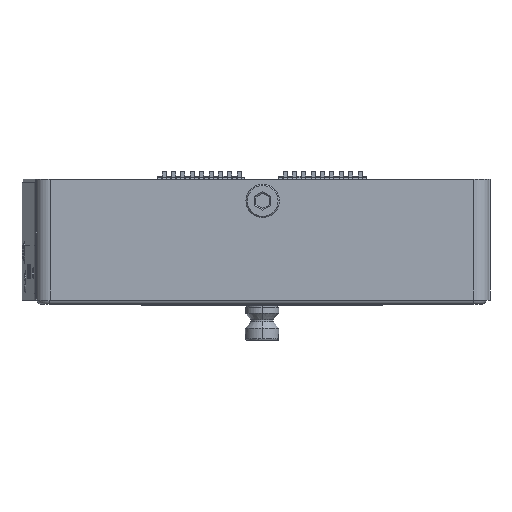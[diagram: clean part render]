
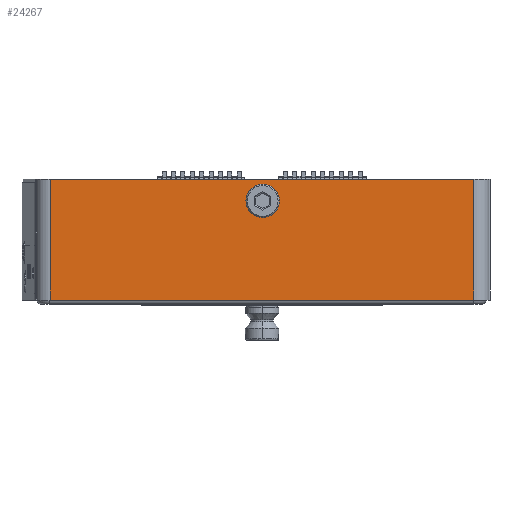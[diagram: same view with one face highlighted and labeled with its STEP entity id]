
A CAD part, left-side view. The second image highlights one B-rep face of the part: STEP entity #24267.
In plain terms, the highlighted planar face has unit normal (-1, 0, 0).
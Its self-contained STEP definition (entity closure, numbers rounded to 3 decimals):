
#1081 = AXIS2_PLACEMENT_3D ( 'NONE', #23003, #22594, #35377 ) ;
#1627 = ORIENTED_EDGE ( 'NONE', *, *, #26302, .T. ) ;
#2409 = ORIENTED_EDGE ( 'NONE', *, *, #24929, .T. ) ;
#2901 = AXIS2_PLACEMENT_3D ( 'NONE', #23427, #10799, #35610 ) ;
#3299 = CARTESIAN_POINT ( 'NONE',  ( -86., 83.5, -11.25 ) ) ;
#5385 = VERTEX_POINT ( 'NONE', #27049 ) ;
#6349 = ORIENTED_EDGE ( 'NONE', *, *, #19841, .T. ) ;
#7309 = CARTESIAN_POINT ( 'NONE',  ( -86., 4.5, -11.25 ) ) ;
#8132 = CIRCLE ( 'NONE', #1081, 3.125 ) ;
#8754 = DIRECTION ( 'NONE',  ( 0., -1., 0. ) ) ;
#9354 = CARTESIAN_POINT ( 'NONE',  ( -86., 83.5, 11.25 ) ) ;
#10799 = DIRECTION ( 'NONE',  ( -1., 0., 0. ) ) ;
#10936 = VERTEX_POINT ( 'NONE', #32061 ) ;
#10992 = DIRECTION ( 'NONE',  ( 0., 0., 1. ) ) ;
#11191 = PLANE ( 'NONE',  #2901 ) ;
#11503 = CIRCLE ( 'NONE', #19207, 3.125 ) ;
#11632 = DIRECTION ( 'NONE',  ( 0., 1., 0. ) ) ;
#12167 = EDGE_LOOP ( 'NONE', ( #13285, #33903, #6349, #2409 ) ) ;
#12852 = VERTEX_POINT ( 'NONE', #3299 ) ;
#13138 = EDGE_LOOP ( 'NONE', ( #1627, #35788 ) ) ;
#13285 = ORIENTED_EDGE ( 'NONE', *, *, #32442, .F. ) ;
#18800 = VECTOR ( 'NONE', #37571, 1000. ) ;
#19207 = AXIS2_PLACEMENT_3D ( 'NONE', #20652, #35855, #11632 ) ;
#19601 = VECTOR ( 'NONE', #10992, 1000. ) ;
#19841 = EDGE_CURVE ( 'NONE', #12852, #38716, #22558, .T. ) ;
#20186 = VECTOR ( 'NONE', #8754, 1000. ) ;
#20404 = LINE ( 'NONE', #26235, #19601 ) ;
#20652 = CARTESIAN_POINT ( 'NONE',  ( -86., 43.9, 7.25 ) ) ;
#20739 = LINE ( 'NONE', #23776, #32944 ) ;
#22558 = LINE ( 'NONE', #7309, #18800 ) ;
#22594 = DIRECTION ( 'NONE',  ( 1., 0., 0. ) ) ;
#23003 = CARTESIAN_POINT ( 'NONE',  ( -86., 43.9, 7.25 ) ) ;
#23427 = CARTESIAN_POINT ( 'NONE',  ( -86., 4.5, -11.25 ) ) ;
#23776 = CARTESIAN_POINT ( 'NONE',  ( -86., 83.5, -11.25 ) ) ;
#24267 = ADVANCED_FACE ( 'NONE', ( #26045, #38244 ), #11191, .T. ) ;
#24929 = EDGE_CURVE ( 'NONE', #38716, #10936, #20404, .T. ) ;
#25793 = CARTESIAN_POINT ( 'NONE',  ( -86., 47.025, 7.25 ) ) ;
#26045 = FACE_BOUND ( 'NONE', #13138, .T. ) ;
#26235 = CARTESIAN_POINT ( 'NONE',  ( -86., 4.5, -11.25 ) ) ;
#26302 = EDGE_CURVE ( 'NONE', #27080, #5385, #8132, .T. ) ;
#26978 = VERTEX_POINT ( 'NONE', #9354 ) ;
#27049 = CARTESIAN_POINT ( 'NONE',  ( -86., 40.775, 7.25 ) ) ;
#27080 = VERTEX_POINT ( 'NONE', #25793 ) ;
#27602 = EDGE_CURVE ( 'NONE', #5385, #27080, #11503, .T. ) ;
#30218 = CARTESIAN_POINT ( 'NONE',  ( -86., 4.5, 11.25 ) ) ;
#31225 = CARTESIAN_POINT ( 'NONE',  ( -86., 4.5, -11.25 ) ) ;
#31521 = EDGE_CURVE ( 'NONE', #12852, #26978, #20739, .T. ) ;
#32061 = CARTESIAN_POINT ( 'NONE',  ( -86., 4.5, 11.25 ) ) ;
#32375 = DIRECTION ( 'NONE',  ( 0., 0., 1. ) ) ;
#32442 = EDGE_CURVE ( 'NONE', #26978, #10936, #36197, .T. ) ;
#32944 = VECTOR ( 'NONE', #32375, 1000. ) ;
#33903 = ORIENTED_EDGE ( 'NONE', *, *, #31521, .F. ) ;
#35377 = DIRECTION ( 'NONE',  ( 0., 1., 0. ) ) ;
#35610 = DIRECTION ( 'NONE',  ( 0., 0., 1. ) ) ;
#35788 = ORIENTED_EDGE ( 'NONE', *, *, #27602, .T. ) ;
#35855 = DIRECTION ( 'NONE',  ( 1., 0., 0. ) ) ;
#36197 = LINE ( 'NONE', #30218, #20186 ) ;
#37571 = DIRECTION ( 'NONE',  ( 0., -1., 0. ) ) ;
#38244 = FACE_OUTER_BOUND ( 'NONE', #12167, .T. ) ;
#38716 = VERTEX_POINT ( 'NONE', #31225 ) ;
